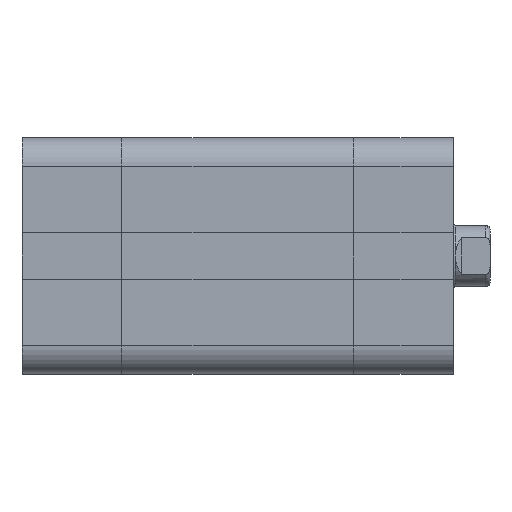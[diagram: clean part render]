
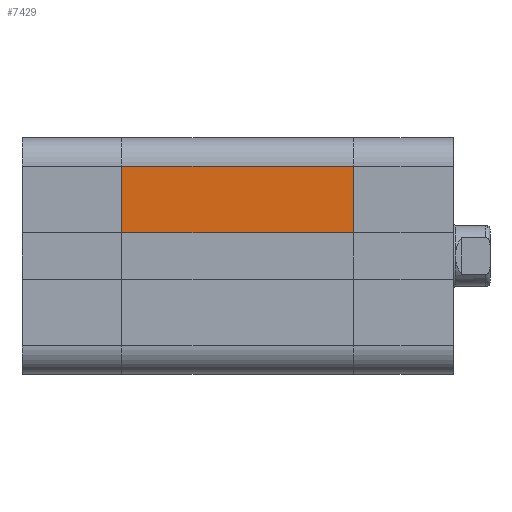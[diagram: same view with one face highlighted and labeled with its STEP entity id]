
A CAD part, front view. The second image highlights one B-rep face of the part: STEP entity #7429.
In plain terms, the highlighted planar face has unit normal (0, -1, 0).
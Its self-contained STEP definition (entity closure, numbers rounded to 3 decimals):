
#111 = VERTEX_POINT ( 'NONE', #6411 ) ;
#130 = VERTEX_POINT ( 'NONE', #6500 ) ;
#152 = VERTEX_POINT ( 'NONE', #6418 ) ;
#153 = VERTEX_POINT ( 'NONE', #6420 ) ;
#753 = CARTESIAN_POINT ( 'NONE',  ( -11., -14.5, -28.5 ) ) ;
#757 = DIRECTION ( 'NONE',  ( 0., 0., 1. ) ) ;
#773 = CARTESIAN_POINT ( 'NONE',  ( -11., -14.5, 0. ) ) ;
#775 = CARTESIAN_POINT ( 'NONE',  ( -2.85, -14.5, -28.5 ) ) ;
#776 = DIRECTION ( 'NONE',  ( 1., 0., 0. ) ) ;
#777 = CARTESIAN_POINT ( 'NONE',  ( -11., -14.5, -28.5 ) ) ;
#779 = DIRECTION ( 'NONE',  ( 0., 0., 1. ) ) ;
#781 = DIRECTION ( 'NONE',  ( 1., 0., 0. ) ) ;
#1497 = LINE ( 'NONE', #753, #1507 ) ;
#1501 = LINE ( 'NONE', #775, #1525 ) ;
#1507 = VECTOR ( 'NONE', #757, 1000. ) ;
#1518 = LINE ( 'NONE', #773, #1523 ) ;
#1522 = LINE ( 'NONE', #777, #1527 ) ;
#1523 = VECTOR ( 'NONE', #776, 1000. ) ;
#1525 = VECTOR ( 'NONE', #779, 1000. ) ;
#1527 = VECTOR ( 'NONE', #781, 1000. ) ;
#2202 = FACE_OUTER_BOUND ( 'NONE', #7169, .T. ) ;
#2824 = CARTESIAN_POINT ( 'NONE',  ( -11., -14.5, -28.5 ) ) ;
#2825 = PLANE ( 'NONE',  #5869 ) ;
#2827 = DIRECTION ( 'NONE',  ( 0., -1., 0. ) ) ;
#2828 = DIRECTION ( 'NONE',  ( 0., 0., -1. ) ) ;
#5204 = EDGE_CURVE ( 'NONE', #152, #153, #1497, .T. ) ;
#5213 = EDGE_CURVE ( 'NONE', #153, #130, #1518, .T. ) ;
#5214 = EDGE_CURVE ( 'NONE', #111, #130, #1501, .T. ) ;
#5215 = EDGE_CURVE ( 'NONE', #152, #111, #1522, .T. ) ;
#5869 = AXIS2_PLACEMENT_3D ( 'NONE', #2824, #2827, #2828 ) ;
#6411 = CARTESIAN_POINT ( 'NONE',  ( -2.85, -14.5, -28.5 ) ) ;
#6418 = CARTESIAN_POINT ( 'NONE',  ( -11., -14.5, -28.5 ) ) ;
#6420 = CARTESIAN_POINT ( 'NONE',  ( -11., -14.5, 0. ) ) ;
#6500 = CARTESIAN_POINT ( 'NONE',  ( -2.85, -14.5, 0. ) ) ;
#7169 = EDGE_LOOP ( 'NONE', ( #7212, #7192, #7193, #7188 ) ) ;
#7188 = ORIENTED_EDGE ( 'NONE', *, *, #5215, .T. ) ;
#7192 = ORIENTED_EDGE ( 'NONE', *, *, #5213, .F. ) ;
#7193 = ORIENTED_EDGE ( 'NONE', *, *, #5204, .F. ) ;
#7212 = ORIENTED_EDGE ( 'NONE', *, *, #5214, .T. ) ;
#7429 = ADVANCED_FACE ( 'NONE', ( #2202 ), #2825, .T. ) ;
